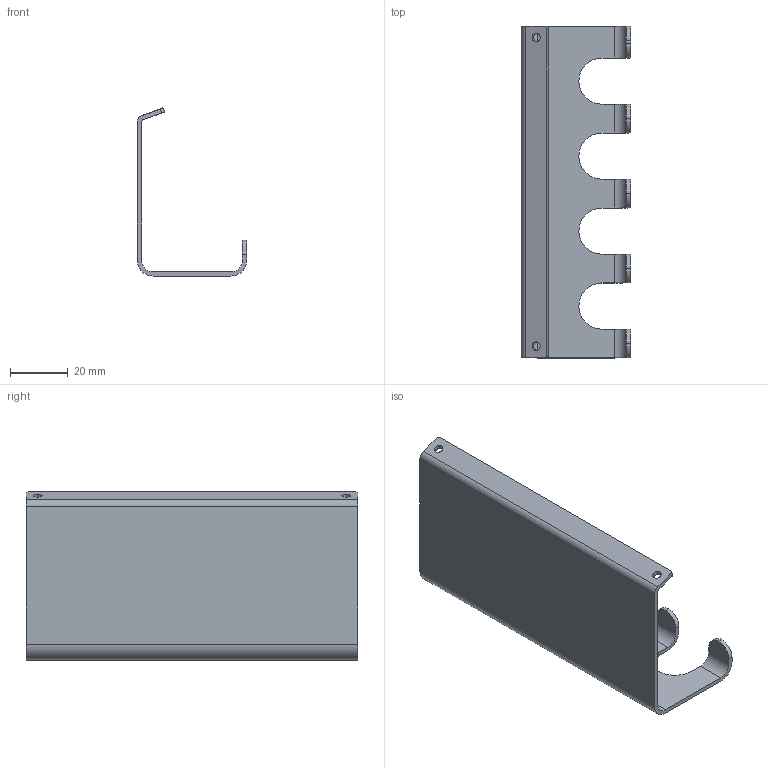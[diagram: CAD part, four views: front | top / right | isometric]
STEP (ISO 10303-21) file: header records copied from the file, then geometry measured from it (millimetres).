
FILE_DESCRIPTION(('STEP AP214'),'1');
FILE_NAME('8041228 transFORM Hakenleiste.STP','2023-11-23T10:27:37',(' '),(' '),'Spatial InterOp 3D',' ',' ');
FILE_SCHEMA(('AUTOMOTIVE_DESIGN { 1 0 10303 214 1 1 1 1 }'));
Length unit declared in the file: millimetre
Products named in the file (1): Hakenleiste TransForm+
Bounding box: 38 x 115 x 58.29 mm (x, y, z)
Volume: 15857.2 mm3; surface area: 22084.8 mm2
Topology: 1 solids, 1 shells, 66 faces, 194 edges, 130 vertices
Faces by surface type: cylinder 38, plane 28
Entity records: 2266 total; most frequent: DIRECTION 406, CARTESIAN_POINT 391, ORIENTED_EDGE 388, EDGE_CURVE 194, AXIS2_PLACEMENT_3D 145, VERTEX_POINT 130, LINE 116, VECTOR 116
